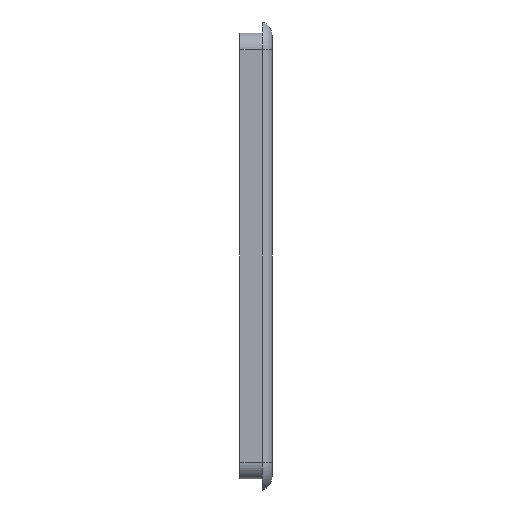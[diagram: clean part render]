
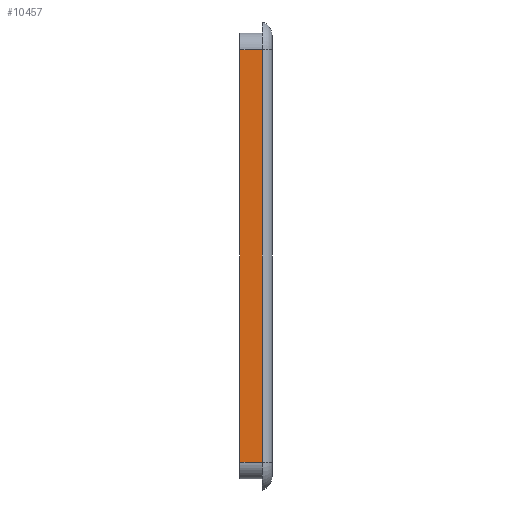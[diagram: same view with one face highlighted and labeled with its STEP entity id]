
A CAD part, left-side view. The second image highlights one B-rep face of the part: STEP entity #10457.
In plain terms, the highlighted planar face has unit normal (-1, 0, 0).
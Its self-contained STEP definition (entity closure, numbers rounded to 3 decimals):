
#336=PLANE('',#10742);
#889=FACE_OUTER_BOUND('',#1487,.T.);
#1487=EDGE_LOOP('',(#9353,#9354,#9355,#9356));
#2760=LINE('',#20644,#3396);
#2761=LINE('',#20648,#3397);
#2762=LINE('',#20650,#3398);
#2763=LINE('',#20651,#3399);
#3396=VECTOR('',#11892,10.);
#3397=VECTOR('',#11897,10.);
#3398=VECTOR('',#11898,10.);
#3399=VECTOR('',#11899,10.);
#4693=VERTEX_POINT('',#20641);
#4694=VERTEX_POINT('',#20643);
#4695=VERTEX_POINT('',#20647);
#4696=VERTEX_POINT('',#20649);
#6287=EDGE_CURVE('',#4694,#4693,#2760,.T.);
#6289=EDGE_CURVE('',#4693,#4695,#2761,.T.);
#6290=EDGE_CURVE('',#4696,#4695,#2762,.T.);
#6291=EDGE_CURVE('',#4694,#4696,#2763,.T.);
#9353=ORIENTED_EDGE('',*,*,#6289,.T.);
#9354=ORIENTED_EDGE('',*,*,#6290,.F.);
#9355=ORIENTED_EDGE('',*,*,#6291,.F.);
#9356=ORIENTED_EDGE('',*,*,#6287,.T.);
#10457=ADVANCED_FACE('',(#889),#336,.T.);
#10742=AXIS2_PLACEMENT_3D('',#20646,#11895,#11896);
#11892=DIRECTION('',(0.,1.,0.));
#11895=DIRECTION('center_axis',(-1.,0.,0.));
#11896=DIRECTION('ref_axis',(0.,0.,1.));
#11897=DIRECTION('',(0.,0.,-1.));
#11898=DIRECTION('',(0.,1.,0.));
#11899=DIRECTION('',(0.,0.,-1.));
#20641=CARTESIAN_POINT('',(-126.,8.,73.75));
#20643=CARTESIAN_POINT('',(-126.,0.,73.75));
#20644=CARTESIAN_POINT('',(-126.,0.,73.75));
#20646=CARTESIAN_POINT('Origin',(-126.,0.,-73.75));
#20647=CARTESIAN_POINT('',(-126.,8.,-73.75));
#20648=CARTESIAN_POINT('',(-126.,8.,-36.875));
#20649=CARTESIAN_POINT('',(-126.,0.,-73.75));
#20650=CARTESIAN_POINT('',(-126.,0.,-73.75));
#20651=CARTESIAN_POINT('',(-126.,0.,-36.875));
